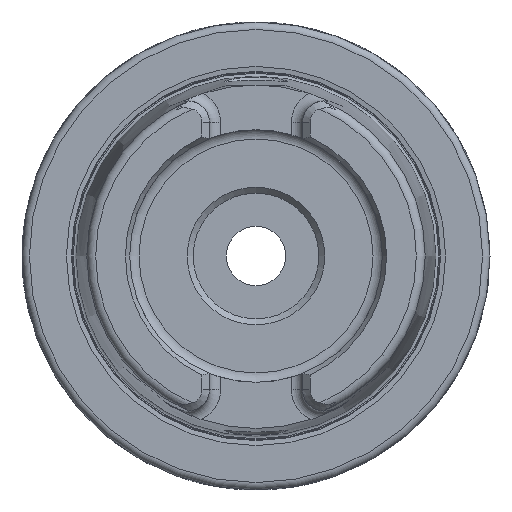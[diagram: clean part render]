
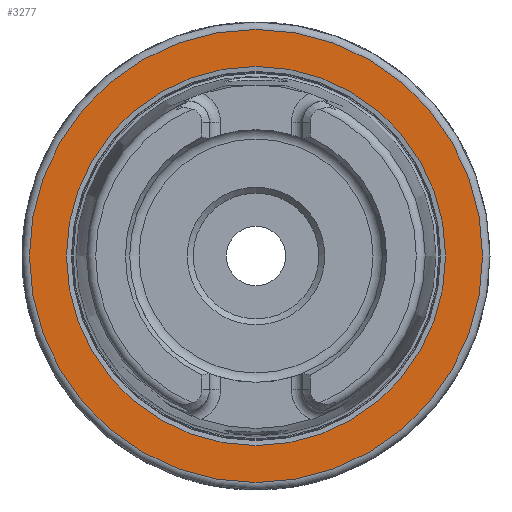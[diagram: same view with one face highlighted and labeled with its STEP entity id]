
A CAD part, left-side view. The second image highlights one B-rep face of the part: STEP entity #3277.
In plain terms, the highlighted planar face has unit normal (-1, 0, 0).
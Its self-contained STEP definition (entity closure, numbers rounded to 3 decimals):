
#153=FACE_BOUND('',#1174,.T.);
#217=PLANE('',#3661);
#378=CIRCLE('',#3660,25.52);
#379=CIRCLE('',#3662,30.5);
#969=FACE_OUTER_BOUND('',#1173,.T.);
#1173=EDGE_LOOP('',(#3029));
#1174=EDGE_LOOP('',(#3030));
#1600=VERTEX_POINT('',#7569);
#1601=VERTEX_POINT('',#7573);
#2081=EDGE_CURVE('',#1600,#1600,#378,.T.);
#2082=EDGE_CURVE('',#1601,#1601,#379,.T.);
#3029=ORIENTED_EDGE('',*,*,#2082,.F.);
#3030=ORIENTED_EDGE('',*,*,#2081,.T.);
#3277=ADVANCED_FACE('',(#969,#153),#217,.T.);
#3660=AXIS2_PLACEMENT_3D('',#7571,#4483,#4484);
#3661=AXIS2_PLACEMENT_3D('',#7572,#4485,#4486);
#3662=AXIS2_PLACEMENT_3D('',#7574,#4487,#4488);
#4483=DIRECTION('center_axis',(1.,0.,0.));
#4484=DIRECTION('ref_axis',(0.,0.,-1.));
#4485=DIRECTION('center_axis',(-1.,0.,0.));
#4486=DIRECTION('ref_axis',(0.,0.,1.));
#4487=DIRECTION('center_axis',(1.,0.,0.));
#4488=DIRECTION('ref_axis',(0.,0.,-1.));
#7569=CARTESIAN_POINT('',(0.,-25.52,0.));
#7571=CARTESIAN_POINT('Origin',(0.,0.,
0.));
#7572=CARTESIAN_POINT('Origin',(0.,30.5,0.));
#7573=CARTESIAN_POINT('',(0.,0.,30.5));
#7574=CARTESIAN_POINT('Origin',(0.,0.,
0.));
